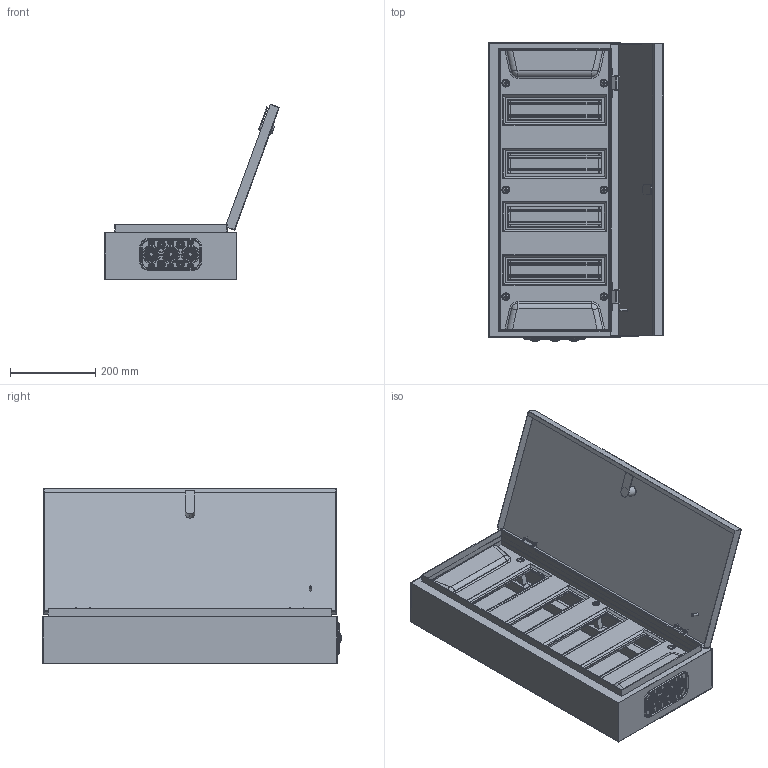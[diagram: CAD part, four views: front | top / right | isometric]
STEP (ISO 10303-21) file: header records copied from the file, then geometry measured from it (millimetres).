
FILE_DESCRIPTION (( 'STEP AP214' ), '1' );
FILE_NAME ('SHRN-48_Universal.STEP', '2016-10-11T08:39:54', ( 'user' ), ( '' ), 'SwSTEP 2.0', 'SolidWorks 2014', '' );
FILE_SCHEMA (( 'AUTOMOTIVE_DESIGN' ));
Length unit declared in the file: millimetre
Products named in the file (12): SHRN-48_Universal; Kabel_vvod_├莪牀_0,8 ｬｬ; DIN-Reika_18 ｢箘ｬ箘｢; Stoika pan; Panel_48; Obolochka_SHRN_Universal_48; Panel_ShRN-48; Support; SC GOST 17473_gost_‚¨­â A.M5x10 ƒŽ‘’ 17473-80; Dver_Universal_48; Klipsa; Stoika Shin_‘â®©ª  ¤«ï è¨­
Assembly tree (33 placements, depth 3):
  SHRN-48_Universal
    Obolochka_SHRN_Universal_48
    Dver_Universal_48
    DIN-Reika_18 ｢箘ｬ箘｢  x4
    Panel_48
      Panel_ShRN-48
      Klipsa  x6
      Stoika pan  x6
    SC GOST 17473_gost_‚¨­â A.M5x10 ƒŽ‘’ 17473-80  x8
    Stoika Shin_‘â®©ª  ¤«ï è¨­  x2
    Support  x2
    Kabel_vvod_├莪牀_0,8 ｬｬ
Bounding box: 409.21 x 699.75 x 412.05 mm (x, y, z)
Volume: 1346843.9 mm3; surface area: 2296049.3 mm2
Topology: 36 solids, 36 shells, 2934 faces, 6919 edges, 4170 vertices
Faces by surface type: plane 1211, cylinder 821, torus 552, bspline 212, sphere 76, cone 62
Entity records: 53262 total; most frequent: CARTESIAN_POINT 10067, DIRECTION 9695, ORIENTED_EDGE 8380, EDGE_CURVE 4190, AXIS2_PLACEMENT_3D 3839, VERTEX_POINT 2537, EDGE_LOOP 2079, LINE 2017
